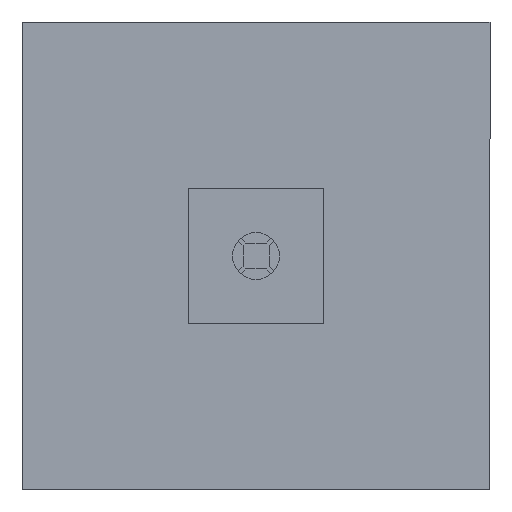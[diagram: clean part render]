
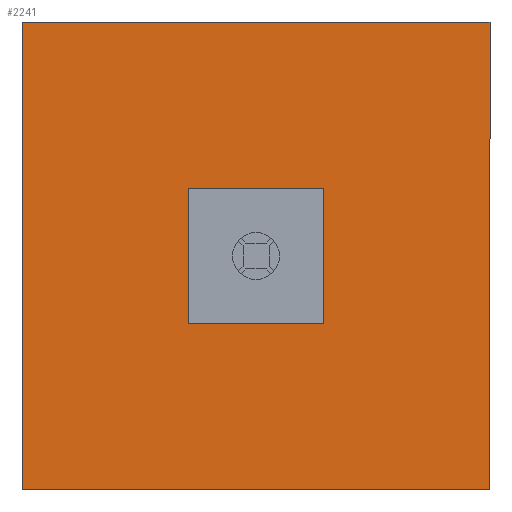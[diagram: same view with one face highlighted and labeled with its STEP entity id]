
A CAD part, front view. The second image highlights one B-rep face of the part: STEP entity #2241.
In plain terms, the highlighted planar face has unit normal (0, -1, 0).
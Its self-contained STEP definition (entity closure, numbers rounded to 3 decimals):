
#33 = LINE ( 'NONE', #2960, #590 ) ;
#64 = EDGE_CURVE ( 'NONE', #311, #1325, #739, .T. ) ;
#125 = EDGE_CURVE ( 'NONE', #1648, #2591, #2822, .T. ) ;
#138 = CARTESIAN_POINT ( 'NONE',  ( 450., 0., -450. ) ) ;
#211 = EDGE_CURVE ( 'NONE', #3168, #1648, #2648, .T. ) ;
#277 = CARTESIAN_POINT ( 'NONE',  ( 77.5, 0., 77.5 ) ) ;
#287 = CIRCLE ( 'NONE', #1372, 2.5 ) ;
#311 = VERTEX_POINT ( 'NONE', #3228 ) ;
#360 = DIRECTION ( 'NONE',  ( -1., 0., 0. ) ) ;
#385 = LINE ( 'NONE', #2816, #2223 ) ;
#418 = AXIS2_PLACEMENT_3D ( 'NONE', #2717, #1612, #3285 ) ;
#421 = CARTESIAN_POINT ( 'NONE',  ( 80., 0., 77.5 ) ) ;
#424 = AXIS2_PLACEMENT_3D ( 'NONE', #277, #2250, #1572 ) ;
#462 = VERTEX_POINT ( 'NONE', #1255 ) ;
#590 = VECTOR ( 'NONE', #1136, 1000. ) ;
#620 = CARTESIAN_POINT ( 'NONE',  ( -80., 0., -77.5 ) ) ;
#655 = EDGE_CURVE ( 'NONE', #2611, #2597, #33, .T. ) ;
#739 = CIRCLE ( 'NONE', #1596, 2.5 ) ;
#775 = EDGE_CURVE ( 'NONE', #2627, #2628, #1820, .T. ) ;
#794 = FACE_BOUND ( 'NONE', #2208, .T. ) ;
#885 = VERTEX_POINT ( 'NONE', #1636 ) ;
#889 = DIRECTION ( 'NONE',  ( 0., 0., 1. ) ) ;
#937 = CARTESIAN_POINT ( 'NONE',  ( -77.5, 0., 77.5 ) ) ;
#957 = LINE ( 'NONE', #1454, #1611 ) ;
#1105 = VERTEX_POINT ( 'NONE', #2458 ) ;
#1115 = CARTESIAN_POINT ( 'NONE',  ( -450., 0., -450. ) ) ;
#1136 = DIRECTION ( 'NONE',  ( 0., 0., 1. ) ) ;
#1153 = CARTESIAN_POINT ( 'NONE',  ( -77.5, 0., -77.5 ) ) ;
#1224 = EDGE_CURVE ( 'NONE', #2591, #2627, #385, .T. ) ;
#1239 = ORIENTED_EDGE ( 'NONE', *, *, #2017, .F. ) ;
#1255 = CARTESIAN_POINT ( 'NONE',  ( 450., 0., -450. ) ) ;
#1279 = DIRECTION ( 'NONE',  ( 1., 0., 0. ) ) ;
#1323 = DIRECTION ( 'NONE',  ( 0., 1., 0. ) ) ;
#1325 = VERTEX_POINT ( 'NONE', #1470 ) ;
#1342 = LINE ( 'NONE', #1115, #1922 ) ;
#1372 = AXIS2_PLACEMENT_3D ( 'NONE', #937, #2388, #2060 ) ;
#1427 = FACE_OUTER_BOUND ( 'NONE', #2156, .T. ) ;
#1454 = CARTESIAN_POINT ( 'NONE',  ( -77.5, 0., -80. ) ) ;
#1470 = CARTESIAN_POINT ( 'NONE',  ( -80., 0., -77.5 ) ) ;
#1572 = DIRECTION ( 'NONE',  ( 0., 0., 1. ) ) ;
#1596 = AXIS2_PLACEMENT_3D ( 'NONE', #1153, #1323, #3332 ) ;
#1611 = VECTOR ( 'NONE', #2188, 1000. ) ;
#1612 = DIRECTION ( 'NONE',  ( 0., 1., 0. ) ) ;
#1616 = DIRECTION ( 'NONE',  ( 1., 0., 0. ) ) ;
#1636 = CARTESIAN_POINT ( 'NONE',  ( -80., 0., 77.5 ) ) ;
#1641 = AXIS2_PLACEMENT_3D ( 'NONE', #2515, #2396, #2345 ) ;
#1648 = VERTEX_POINT ( 'NONE', #2392 ) ;
#1655 = ORIENTED_EDGE ( 'NONE', *, *, #2439, .F. ) ;
#1670 = ORIENTED_EDGE ( 'NONE', *, *, #2140, .F. ) ;
#1682 = ORIENTED_EDGE ( 'NONE', *, *, #3194, .T. ) ;
#1702 = VECTOR ( 'NONE', #889, 1000. ) ;
#1749 = DIRECTION ( 'NONE',  ( 0., 0., -1. ) ) ;
#1820 = CIRCLE ( 'NONE', #418, 2.5 ) ;
#1839 = ORIENTED_EDGE ( 'NONE', *, *, #655, .F. ) ;
#1922 = VECTOR ( 'NONE', #360, 1000. ) ;
#2017 = EDGE_CURVE ( 'NONE', #2597, #1105, #3029, .T. ) ;
#2060 = DIRECTION ( 'NONE',  ( 0., 0., 1. ) ) ;
#2082 = LINE ( 'NONE', #620, #1702 ) ;
#2140 = EDGE_CURVE ( 'NONE', #1105, #462, #3068, .T. ) ;
#2156 = EDGE_LOOP ( 'NONE', ( #1839, #1655, #1670, #1239 ) ) ;
#2168 = ORIENTED_EDGE ( 'NONE', *, *, #64, .T. ) ;
#2188 = DIRECTION ( 'NONE',  ( -1., 0., 0. ) ) ;
#2208 = EDGE_LOOP ( 'NONE', ( #2281, #3098, #2671, #2940, #2975, #2168, #2337, #1682 ) ) ;
#2223 = VECTOR ( 'NONE', #3212, 1000. ) ;
#2241 = ADVANCED_FACE ( 'NONE', ( #794, #1427 ), #2446, .F. ) ;
#2250 = DIRECTION ( 'NONE',  ( 0., 1., 0. ) ) ;
#2281 = ORIENTED_EDGE ( 'NONE', *, *, #211, .T. ) ;
#2288 = VECTOR ( 'NONE', #1749, 1000. ) ;
#2337 = ORIENTED_EDGE ( 'NONE', *, *, #2782, .T. ) ;
#2345 = DIRECTION ( 'NONE',  ( 0., 0., 1. ) ) ;
#2355 = VECTOR ( 'NONE', #1616, 1000. ) ;
#2373 = CARTESIAN_POINT ( 'NONE',  ( -450., 0., -450. ) ) ;
#2380 = CARTESIAN_POINT ( 'NONE',  ( 80., 0., -77.5 ) ) ;
#2388 = DIRECTION ( 'NONE',  ( 0., 1., 0. ) ) ;
#2392 = CARTESIAN_POINT ( 'NONE',  ( 77.5, 0., 80. ) ) ;
#2396 = DIRECTION ( 'NONE',  ( 0., 1., 0. ) ) ;
#2439 = EDGE_CURVE ( 'NONE', #462, #2611, #1342, .T. ) ;
#2446 = PLANE ( 'NONE',  #1641 ) ;
#2458 = CARTESIAN_POINT ( 'NONE',  ( 450., 0., 450. ) ) ;
#2515 = CARTESIAN_POINT ( 'NONE',  ( -450., 0., 450. ) ) ;
#2534 = CARTESIAN_POINT ( 'NONE',  ( -450., 0., 450. ) ) ;
#2591 = VERTEX_POINT ( 'NONE', #421 ) ;
#2597 = VERTEX_POINT ( 'NONE', #2534 ) ;
#2601 = CARTESIAN_POINT ( 'NONE',  ( -77.5, 0., 80. ) ) ;
#2611 = VERTEX_POINT ( 'NONE', #2373 ) ;
#2627 = VERTEX_POINT ( 'NONE', #2380 ) ;
#2628 = VERTEX_POINT ( 'NONE', #2658 ) ;
#2648 = LINE ( 'NONE', #2812, #3150 ) ;
#2658 = CARTESIAN_POINT ( 'NONE',  ( 77.5, 0., -80. ) ) ;
#2671 = ORIENTED_EDGE ( 'NONE', *, *, #1224, .T. ) ;
#2717 = CARTESIAN_POINT ( 'NONE',  ( 77.5, 0., -77.5 ) ) ;
#2782 = EDGE_CURVE ( 'NONE', #1325, #885, #2082, .T. ) ;
#2812 = CARTESIAN_POINT ( 'NONE',  ( -77.5, 0., 80. ) ) ;
#2816 = CARTESIAN_POINT ( 'NONE',  ( 80., 0., -77.5 ) ) ;
#2822 = CIRCLE ( 'NONE', #424, 2.5 ) ;
#2829 = EDGE_CURVE ( 'NONE', #2628, #311, #957, .T. ) ;
#2940 = ORIENTED_EDGE ( 'NONE', *, *, #775, .T. ) ;
#2960 = CARTESIAN_POINT ( 'NONE',  ( -450., 0., -450. ) ) ;
#2975 = ORIENTED_EDGE ( 'NONE', *, *, #2829, .T. ) ;
#3029 = LINE ( 'NONE', #3241, #2355 ) ;
#3068 = LINE ( 'NONE', #138, #2288 ) ;
#3098 = ORIENTED_EDGE ( 'NONE', *, *, #125, .T. ) ;
#3150 = VECTOR ( 'NONE', #1279, 1000. ) ;
#3168 = VERTEX_POINT ( 'NONE', #2601 ) ;
#3194 = EDGE_CURVE ( 'NONE', #885, #3168, #287, .T. ) ;
#3212 = DIRECTION ( 'NONE',  ( 0., 0., -1. ) ) ;
#3228 = CARTESIAN_POINT ( 'NONE',  ( -77.5, 0., -80. ) ) ;
#3241 = CARTESIAN_POINT ( 'NONE',  ( -450., 0., 450. ) ) ;
#3285 = DIRECTION ( 'NONE',  ( 0., 0., -1. ) ) ;
#3332 = DIRECTION ( 'NONE',  ( 0., 0., 1. ) ) ;
